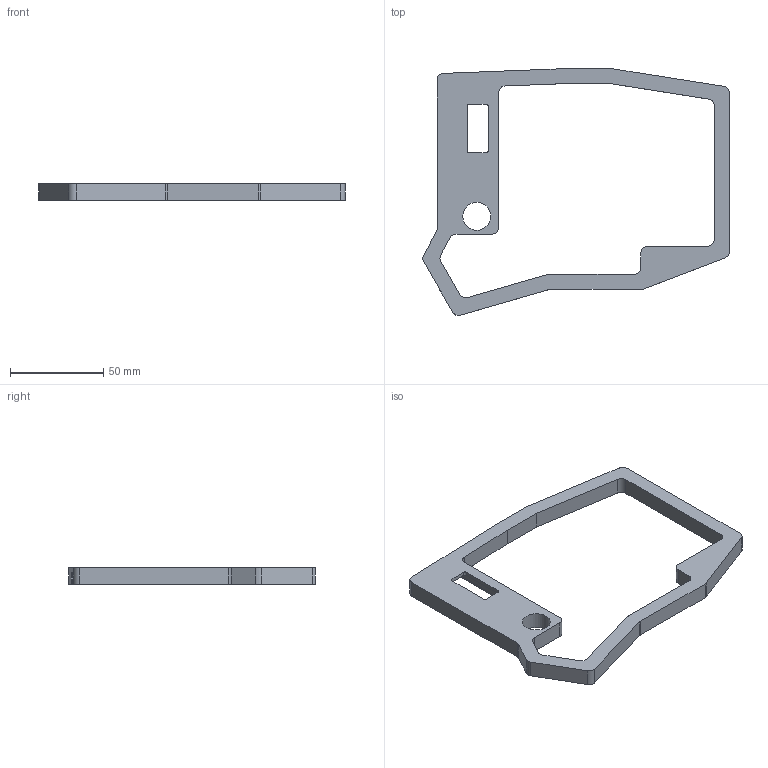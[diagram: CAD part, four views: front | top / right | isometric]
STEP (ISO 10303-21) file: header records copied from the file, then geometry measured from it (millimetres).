
FILE_DESCRIPTION(('FreeCAD Model'),'2;1');
FILE_NAME('Open CASCADE Shape Model','2021-09-17T09:33:15',(''),(''), 'Open CASCADE STEP processor 7.5','FreeCAD','Unknown');
FILE_SCHEMA(('AUTOMOTIVE_DESIGN { 1 0 10303 214 1 1 1 1 }'));
Length unit declared in the file: millimetre
Products named in the file (2): top-half; Open CASCADE STEP translator 7.5 1.1
Assembly tree (1 placements, depth 2):
  top-half
    Open CASCADE STEP translator 7.5 1.1
Bounding box: 163.85 x 132.07 x 9 mm (x, y, z)
Volume: 49708 mm3; surface area: 22333.8 mm2
Topology: 1 solids, 1 shells, 95 faces, 271 edges, 178 vertices
Faces by surface type: plane 44, cylinder 43, cone 8
Full cylindrical faces by diameter (mm): 1.6 x8, 15 x1
Entity records: 6656 total; most frequent: CARTESIAN_POINT 1318, DIRECTION 1027, LINE 623, VECTOR 623, ORIENTED_EDGE 526, PCURVE 526, DEFINITIONAL_REPRESENTATION 526, EDGE_CURVE 263
